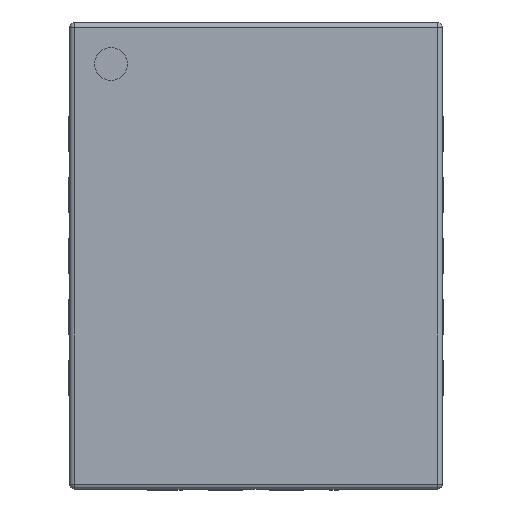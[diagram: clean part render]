
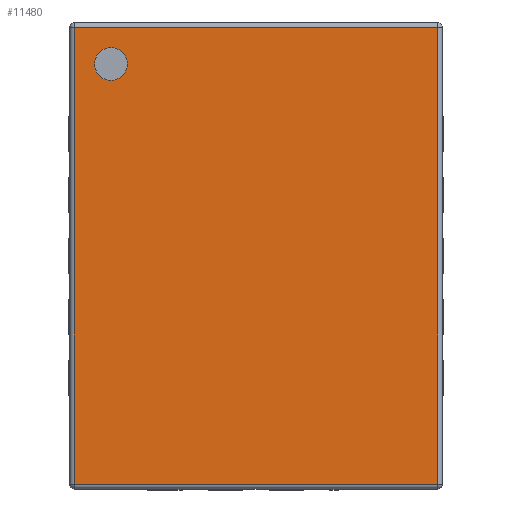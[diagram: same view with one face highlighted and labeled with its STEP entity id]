
A CAD part, top view. The second image highlights one B-rep face of the part: STEP entity #11480.
In plain terms, the highlighted planar face has unit normal (0, 0, 1).
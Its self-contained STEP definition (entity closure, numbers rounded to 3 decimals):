
#3201 = CYLINDRICAL_SURFACE('',#3202,0.05);
#3202 = AXIS2_PLACEMENT_3D('',#3203,#3204,#3205);
#3203 = CARTESIAN_POINT('',(2.44,-1.94,0.83));
#3204 = DIRECTION('',(0.,1.,0.));
#3205 = DIRECTION('',(0.,0.,1.));
#9689 = VERTEX_POINT('',#9690);
#9690 = CARTESIAN_POINT('',(2.44,-1.94,0.88));
#9712 = VERTEX_POINT('',#9713);
#9713 = CARTESIAN_POINT('',(2.44,1.94,0.88));
#9738 = EDGE_CURVE('',#9689,#9712,#9739,.T.);
#9739 = SURFACE_CURVE('',#9740,(#9744,#9751),.PCURVE_S1.);
#9740 = LINE('',#9741,#9742);
#9741 = CARTESIAN_POINT('',(2.44,-1.94,0.88));
#9742 = VECTOR('',#9743,1.);
#9743 = DIRECTION('',(0.,1.,0.));
#9744 = PCURVE('',#3201,#9745);
#9745 = DEFINITIONAL_REPRESENTATION('',(#9746),#9750);
#9746 = LINE('',#9747,#9748);
#9747 = CARTESIAN_POINT('',(0.,0.));
#9748 = VECTOR('',#9749,1.);
#9749 = DIRECTION('',(0.,1.));
#9750 = ( GEOMETRIC_REPRESENTATION_CONTEXT(2) 
PARAMETRIC_REPRESENTATION_CONTEXT() REPRESENTATION_CONTEXT('2D SPACE',''
  ) );
#9751 = PCURVE('',#9752,#9757);
#9752 = PLANE('',#9753);
#9753 = AXIS2_PLACEMENT_3D('',#9754,#9755,#9756);
#9754 = CARTESIAN_POINT('',(-2.49,-1.99,0.88));
#9755 = DIRECTION('',(0.,0.,1.));
#9756 = DIRECTION('',(1.,0.,0.));
#9757 = DEFINITIONAL_REPRESENTATION('',(#9758),#9762);
#9758 = LINE('',#9759,#9760);
#9759 = CARTESIAN_POINT('',(4.93,0.05));
#9760 = VECTOR('',#9761,1.);
#9761 = DIRECTION('',(0.,1.));
#9762 = ( GEOMETRIC_REPRESENTATION_CONTEXT(2) 
PARAMETRIC_REPRESENTATION_CONTEXT() REPRESENTATION_CONTEXT('2D SPACE',''
  ) );
#10078 = CYLINDRICAL_SURFACE('',#10079,0.05);
#10079 = AXIS2_PLACEMENT_3D('',#10080,#10081,#10082);
#10080 = CARTESIAN_POINT('',(-2.44,-1.94,0.83));
#10081 = DIRECTION('',(0.,1.,0.));
#10082 = DIRECTION('',(-1.,0.,0.));
#10217 = CYLINDRICAL_SURFACE('',#10218,0.05);
#10218 = AXIS2_PLACEMENT_3D('',#10219,#10220,#10221);
#10219 = CARTESIAN_POINT('',(-2.49,-1.94,0.83));
#10220 = DIRECTION('',(1.,0.,0.));
#10221 = DIRECTION('',(0.,-1.,0.));
#10838 = CYLINDRICAL_SURFACE('',#10839,0.05);
#10839 = AXIS2_PLACEMENT_3D('',#10840,#10841,#10842);
#10840 = CARTESIAN_POINT('',(-2.49,1.94,0.83));
#10841 = DIRECTION('',(1.,0.,0.));
#10842 = DIRECTION('',(0.,1.,0.));
#11480 = ADVANCED_FACE('',(#11481,#11551),#9752,.T.);
#11481 = FACE_BOUND('',#11482,.T.);
#11482 = EDGE_LOOP('',(#11483,#11506,#11507,#11530));
#11483 = ORIENTED_EDGE('',*,*,#11484,.T.);
#11484 = EDGE_CURVE('',#11485,#9689,#11487,.T.);
#11485 = VERTEX_POINT('',#11486);
#11486 = CARTESIAN_POINT('',(-2.44,-1.94,0.88));
#11487 = SURFACE_CURVE('',#11488,(#11492,#11499),.PCURVE_S1.);
#11488 = LINE('',#11489,#11490);
#11489 = CARTESIAN_POINT('',(-2.49,-1.94,0.88));
#11490 = VECTOR('',#11491,1.);
#11491 = DIRECTION('',(1.,0.,0.));
#11492 = PCURVE('',#9752,#11493);
#11493 = DEFINITIONAL_REPRESENTATION('',(#11494),#11498);
#11494 = LINE('',#11495,#11496);
#11495 = CARTESIAN_POINT('',(0.,0.05));
#11496 = VECTOR('',#11497,1.);
#11497 = DIRECTION('',(1.,0.));
#11498 = ( GEOMETRIC_REPRESENTATION_CONTEXT(2) 
PARAMETRIC_REPRESENTATION_CONTEXT() REPRESENTATION_CONTEXT('2D SPACE',''
  ) );
#11499 = PCURVE('',#10217,#11500);
#11500 = DEFINITIONAL_REPRESENTATION('',(#11501),#11505);
#11501 = LINE('',#11502,#11503);
#11502 = CARTESIAN_POINT('',(-1.571,0.));
#11503 = VECTOR('',#11504,1.);
#11504 = DIRECTION('',(-0.,1.));
#11505 = ( GEOMETRIC_REPRESENTATION_CONTEXT(2) 
PARAMETRIC_REPRESENTATION_CONTEXT() REPRESENTATION_CONTEXT('2D SPACE',''
  ) );
#11506 = ORIENTED_EDGE('',*,*,#9738,.T.);
#11507 = ORIENTED_EDGE('',*,*,#11508,.F.);
#11508 = EDGE_CURVE('',#11509,#9712,#11511,.T.);
#11509 = VERTEX_POINT('',#11510);
#11510 = CARTESIAN_POINT('',(-2.44,1.94,0.88));
#11511 = SURFACE_CURVE('',#11512,(#11516,#11523),.PCURVE_S1.);
#11512 = LINE('',#11513,#11514);
#11513 = CARTESIAN_POINT('',(-2.49,1.94,0.88));
#11514 = VECTOR('',#11515,1.);
#11515 = DIRECTION('',(1.,0.,0.));
#11516 = PCURVE('',#9752,#11517);
#11517 = DEFINITIONAL_REPRESENTATION('',(#11518),#11522);
#11518 = LINE('',#11519,#11520);
#11519 = CARTESIAN_POINT('',(0.,3.93));
#11520 = VECTOR('',#11521,1.);
#11521 = DIRECTION('',(1.,0.));
#11522 = ( GEOMETRIC_REPRESENTATION_CONTEXT(2) 
PARAMETRIC_REPRESENTATION_CONTEXT() REPRESENTATION_CONTEXT('2D SPACE',''
  ) );
#11523 = PCURVE('',#10838,#11524);
#11524 = DEFINITIONAL_REPRESENTATION('',(#11525),#11529);
#11525 = LINE('',#11526,#11527);
#11526 = CARTESIAN_POINT('',(1.571,0.));
#11527 = VECTOR('',#11528,1.);
#11528 = DIRECTION('',(0.,1.));
#11529 = ( GEOMETRIC_REPRESENTATION_CONTEXT(2) 
PARAMETRIC_REPRESENTATION_CONTEXT() REPRESENTATION_CONTEXT('2D SPACE',''
  ) );
#11530 = ORIENTED_EDGE('',*,*,#11531,.F.);
#11531 = EDGE_CURVE('',#11485,#11509,#11532,.T.);
#11532 = SURFACE_CURVE('',#11533,(#11537,#11544),.PCURVE_S1.);
#11533 = LINE('',#11534,#11535);
#11534 = CARTESIAN_POINT('',(-2.44,-1.94,0.88));
#11535 = VECTOR('',#11536,1.);
#11536 = DIRECTION('',(0.,1.,0.));
#11537 = PCURVE('',#9752,#11538);
#11538 = DEFINITIONAL_REPRESENTATION('',(#11539),#11543);
#11539 = LINE('',#11540,#11541);
#11540 = CARTESIAN_POINT('',(0.05,0.05));
#11541 = VECTOR('',#11542,1.);
#11542 = DIRECTION('',(0.,1.));
#11543 = ( GEOMETRIC_REPRESENTATION_CONTEXT(2) 
PARAMETRIC_REPRESENTATION_CONTEXT() REPRESENTATION_CONTEXT('2D SPACE',''
  ) );
#11544 = PCURVE('',#10078,#11545);
#11545 = DEFINITIONAL_REPRESENTATION('',(#11546),#11550);
#11546 = LINE('',#11547,#11548);
#11547 = CARTESIAN_POINT('',(1.571,0.));
#11548 = VECTOR('',#11549,1.);
#11549 = DIRECTION('',(0.,1.));
#11550 = ( GEOMETRIC_REPRESENTATION_CONTEXT(2) 
PARAMETRIC_REPRESENTATION_CONTEXT() REPRESENTATION_CONTEXT('2D SPACE',''
  ) );
#11551 = FACE_BOUND('',#11552,.T.);
#11552 = EDGE_LOOP('',(#11553));
#11553 = ORIENTED_EDGE('',*,*,#11554,.F.);
#11554 = EDGE_CURVE('',#11555,#11555,#11557,.T.);
#11555 = VERTEX_POINT('',#11556);
#11556 = CARTESIAN_POINT('',(-1.875,-1.55,0.88));
#11557 = SURFACE_CURVE('',#11558,(#11563,#11570),.PCURVE_S1.);
#11558 = CIRCLE('',#11559,0.175);
#11559 = AXIS2_PLACEMENT_3D('',#11560,#11561,#11562);
#11560 = CARTESIAN_POINT('',(-2.05,-1.55,0.88));
#11561 = DIRECTION('',(0.,0.,1.));
#11562 = DIRECTION('',(1.,0.,0.));
#11563 = PCURVE('',#9752,#11564);
#11564 = DEFINITIONAL_REPRESENTATION('',(#11565),#11569);
#11565 = CIRCLE('',#11566,0.175);
#11566 = AXIS2_PLACEMENT_2D('',#11567,#11568);
#11567 = CARTESIAN_POINT('',(0.44,0.44));
#11568 = DIRECTION('',(1.,0.));
#11569 = ( GEOMETRIC_REPRESENTATION_CONTEXT(2) 
PARAMETRIC_REPRESENTATION_CONTEXT() REPRESENTATION_CONTEXT('2D SPACE',''
  ) );
#11570 = PCURVE('',#11571,#11576);
#11571 = CYLINDRICAL_SURFACE('',#11572,0.175);
#11572 = AXIS2_PLACEMENT_3D('',#11573,#11574,#11575);
#11573 = CARTESIAN_POINT('',(-2.05,-1.55,0.88));
#11574 = DIRECTION('',(-0.,-0.,-1.));
#11575 = DIRECTION('',(1.,0.,0.));
#11576 = DEFINITIONAL_REPRESENTATION('',(#11577),#11581);
#11577 = LINE('',#11578,#11579);
#11578 = CARTESIAN_POINT('',(-0.,0.));
#11579 = VECTOR('',#11580,1.);
#11580 = DIRECTION('',(-1.,0.));
#11581 = ( GEOMETRIC_REPRESENTATION_CONTEXT(2) 
PARAMETRIC_REPRESENTATION_CONTEXT() REPRESENTATION_CONTEXT('2D SPACE',''
  ) );
